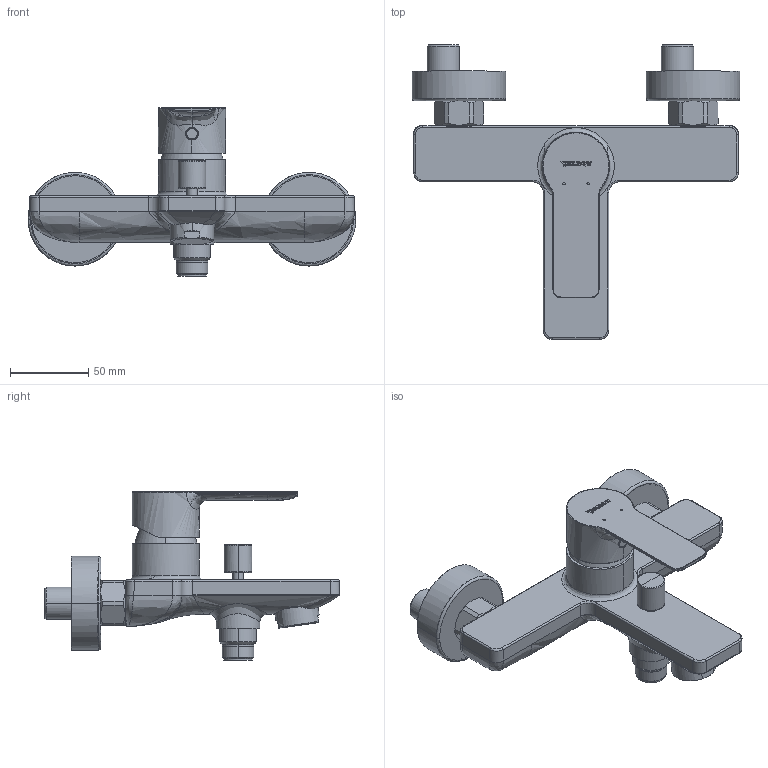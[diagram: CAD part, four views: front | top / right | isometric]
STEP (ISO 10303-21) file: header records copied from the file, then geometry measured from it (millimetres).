
FILE_DESCRIPTION(/* description */ (''),/* implementation_level */ '2;1');
FILE_NAME(/* name */ 'DC5230001010_DC5230001046',/* time_stamp */ '2024-01-12T14:43:36+01:00',/* author */ (''),/* organization */ (''),/* preprocessor_version */ 'ST-DEVELOPER v15',/* originating_system */ '',/* authorisation */ '');
FILE_SCHEMA (('AUTOMOTIVE_DESIGN'));
Length unit declared in the file: millimetre
Products named in the file (2): Document; Block 01
Assembly tree (1 placements, depth 2):
  Document
    Block 01
Bounding box: 210 x 189 x 107.86 mm (x, y, z)
Volume: 92993 mm3; surface area: 118835.4 mm2
Topology: 19 solids, 38 shells, 746 faces, 1735 edges, 1049 vertices
Faces by surface type: bspline 529, plane 217
Entity records: 38635 total; most frequent: CARTESIAN_POINT 28439, ORIENTED_EDGE 3333, EDGE_CURVE 1727, VERTEX_POINT 1047, B_SPLINE_CURVE_WITH_KNOTS 892, EDGE_LOOP 802, ADVANCED_FACE 741, FACE_OUTER_BOUND 741
